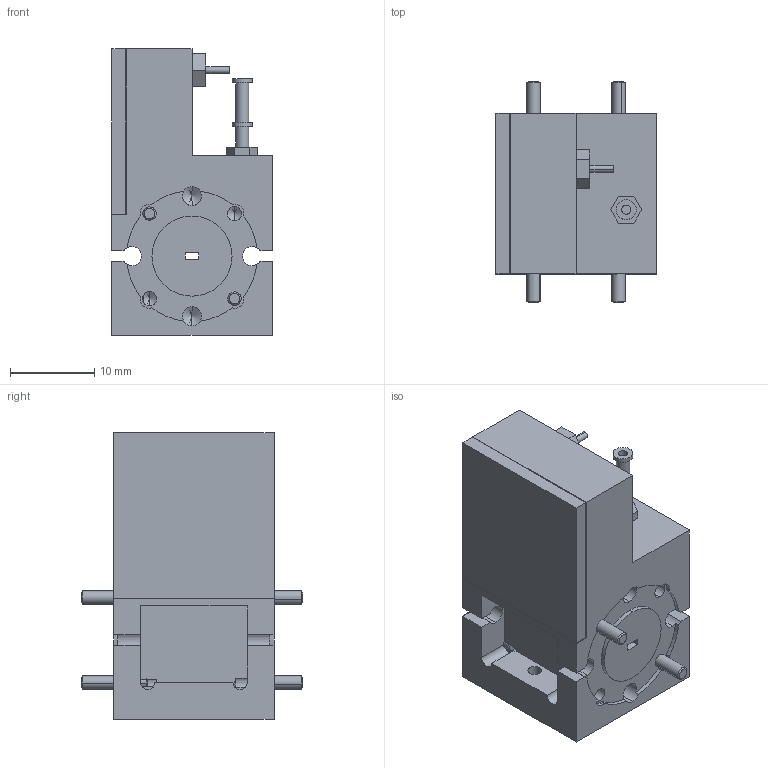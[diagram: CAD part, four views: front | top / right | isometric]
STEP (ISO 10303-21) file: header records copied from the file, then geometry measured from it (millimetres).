
FILE_DESCRIPTION (( 'STEP AP203' ), '1' );
FILE_NAME ('SBL-1141741860-0606-EI.STEP', '2019-10-03T22:13:56', ( '' ), ( '' ), 'SwSTEP 2.0', 'SolidWorks 2016', '' );
FILE_SCHEMA (( 'CONFIG_CONTROL_DESIGN' ));
Length unit declared in the file: inch
Products named in the file (1): SBL-1141741860-0606-EI
Bounding box: 19.05 x 26.35 x 34.04 mm (x, y, z)
Volume: 8884 mm3; surface area: 4386.3 mm2
Topology: 8 solids, 8 shells, 240 faces, 643 edges, 402 vertices
Faces by surface type: cylinder 108, plane 84, cone 46, bspline 2
Entity records: 7957 total; most frequent: CARTESIAN_POINT 1879, DIRECTION 1300, ORIENTED_EDGE 1238, EDGE_CURVE 619, AXIS2_PLACEMENT_3D 484, VERTEX_POINT 402, LINE 332, VECTOR 332
